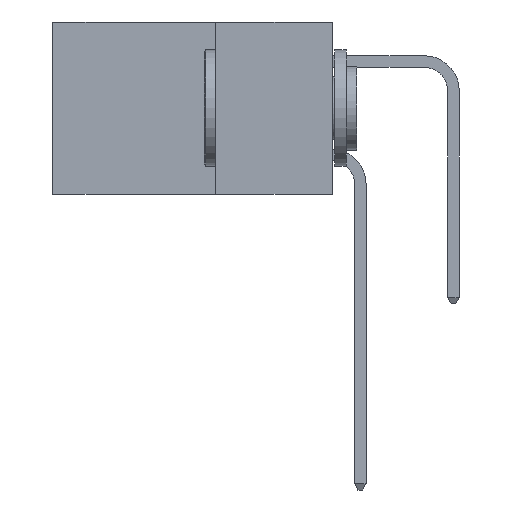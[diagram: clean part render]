
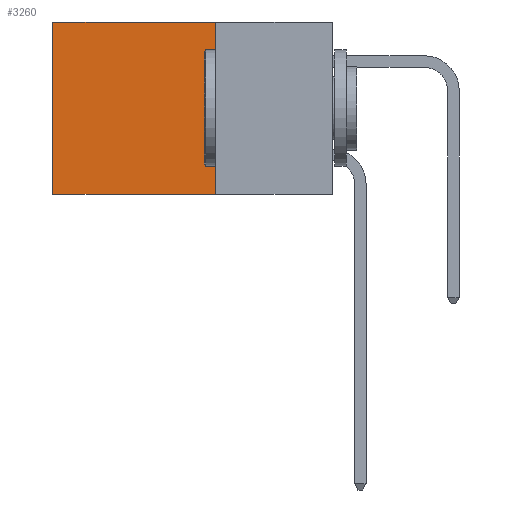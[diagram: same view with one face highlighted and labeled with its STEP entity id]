
A CAD part, left-side view. The second image highlights one B-rep face of the part: STEP entity #3260.
In plain terms, the highlighted planar face has unit normal (-1, 0, 0).
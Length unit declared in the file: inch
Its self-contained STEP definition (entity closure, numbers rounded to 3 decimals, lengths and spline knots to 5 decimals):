
#85 = EDGE_CURVE ( 'NONE', #19148, #15593, #12183, .T. ) ;
#149 = CARTESIAN_POINT ( 'NONE',  ( 0.2615, 0.6, -0.37 ) ) ;
#461 = ORIENTED_EDGE ( 'NONE', *, *, #9827, .T. ) ;
#856 = ORIENTED_EDGE ( 'NONE', *, *, #85, .T. ) ;
#892 = CARTESIAN_POINT ( 'NONE',  ( 0.2615, 0.25, -0.37 ) ) ;
#1008 = AXIS2_PLACEMENT_3D ( 'NONE', #5118, #4930, #4808 ) ;
#2787 = EDGE_LOOP ( 'NONE', ( #856, #5307, #20972, #461 ) ) ;
#3260 = ADVANCED_FACE ( 'NONE', ( #21881 ), #5339, .F. ) ;
#3676 = CARTESIAN_POINT ( 'NONE',  ( 0.2615, 0.25, 0. ) ) ;
#4563 = DIRECTION ( 'NONE',  ( 0., 0., -1. ) ) ;
#4808 = DIRECTION ( 'NONE',  ( 0., 0., -1. ) ) ;
#4893 = EDGE_CURVE ( 'NONE', #10731, #16352, #6071, .T. ) ;
#4930 = DIRECTION ( 'NONE',  ( 1., 0., 0. ) ) ;
#5118 = CARTESIAN_POINT ( 'NONE',  ( 0.2615, 0.25, -0.37 ) ) ;
#5307 = ORIENTED_EDGE ( 'NONE', *, *, #18894, .F. ) ;
#5339 = PLANE ( 'NONE',  #1008 ) ;
#6071 = LINE ( 'NONE', #892, #19468 ) ;
#6688 = LINE ( 'NONE', #3676, #15475 ) ;
#6769 = VECTOR ( 'NONE', #22416, 39.37008 ) ;
#9136 = DIRECTION ( 'NONE',  ( 0., 1., 0. ) ) ;
#9827 = EDGE_CURVE ( 'NONE', #10731, #19148, #6688, .T. ) ;
#10316 = CARTESIAN_POINT ( 'NONE',  ( 0.2615, 0.25, -0.37 ) ) ;
#10731 = VERTEX_POINT ( 'NONE', #14888 ) ;
#12183 = LINE ( 'NONE', #149, #20804 ) ;
#14444 = CARTESIAN_POINT ( 'NONE',  ( 0.2615, 0.6, 0. ) ) ;
#14888 = CARTESIAN_POINT ( 'NONE',  ( 0.2615, 0.25, 0. ) ) ;
#15475 = VECTOR ( 'NONE', #9136, 39.37008 ) ;
#15593 = VERTEX_POINT ( 'NONE', #20117 ) ;
#16352 = VERTEX_POINT ( 'NONE', #22048 ) ;
#16643 = LINE ( 'NONE', #10316, #6769 ) ;
#18894 = EDGE_CURVE ( 'NONE', #16352, #15593, #16643, .T. ) ;
#19148 = VERTEX_POINT ( 'NONE', #14444 ) ;
#19468 = VECTOR ( 'NONE', #4563, 39.37008 ) ;
#20117 = CARTESIAN_POINT ( 'NONE',  ( 0.2615, 0.6, -0.37 ) ) ;
#20590 = DIRECTION ( 'NONE',  ( 0., 0., -1. ) ) ;
#20804 = VECTOR ( 'NONE', #20590, 39.37008 ) ;
#20972 = ORIENTED_EDGE ( 'NONE', *, *, #4893, .F. ) ;
#21881 = FACE_OUTER_BOUND ( 'NONE', #2787, .T. ) ;
#22048 = CARTESIAN_POINT ( 'NONE',  ( 0.2615, 0.25, -0.37 ) ) ;
#22416 = DIRECTION ( 'NONE',  ( 0., 1., 0. ) ) ;
